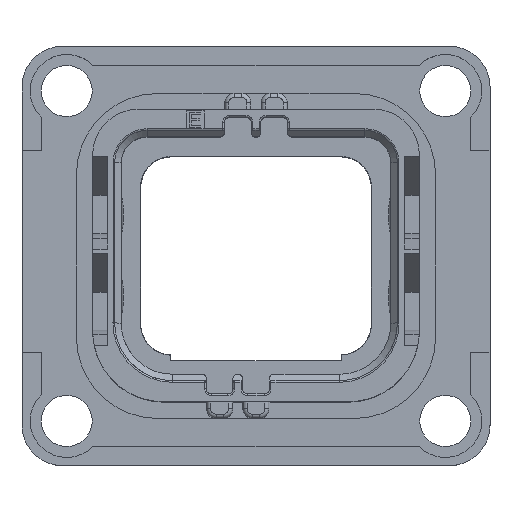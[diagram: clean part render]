
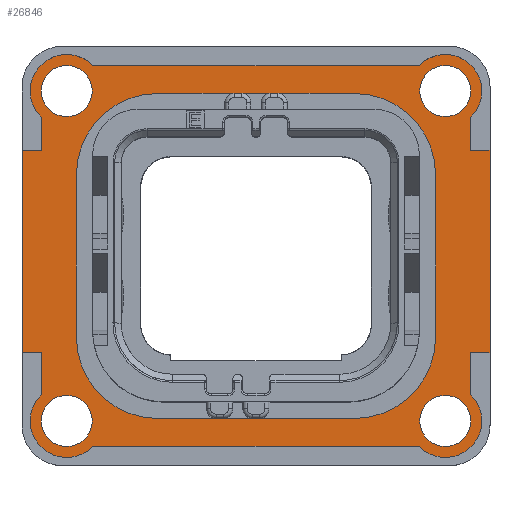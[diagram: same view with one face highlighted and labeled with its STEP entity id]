
A CAD part, top view. The second image highlights one B-rep face of the part: STEP entity #26846.
In plain terms, the highlighted planar face has unit normal (0, 0, 1).
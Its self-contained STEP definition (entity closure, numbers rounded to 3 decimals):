
#97=DIRECTION('',(0.,-1.,0.));
#98=VECTOR('',#97,12.45);
#99=CARTESIAN_POINT('',(-14.4,6.5,1.5));
#100=LINE('',#99,#98);
#160=CARTESIAN_POINT('',(-11.65,10.15,1.5));
#161=DIRECTION('',(0.,0.,1.));
#162=DIRECTION('',(0.716,0.698,0.));
#163=AXIS2_PLACEMENT_3D('',#160,#161,#162);
#173=CARTESIAN_POINT('',(11.65,10.15,1.5));
#174=DIRECTION('',(0.,0.,1.));
#175=DIRECTION('',(0.698,-0.716,0.));
#176=AXIS2_PLACEMENT_3D('',#173,#174,#175);
#183=DIRECTION('',(0.,1.,0.));
#184=VECTOR('',#183,2.588);
#185=CARTESIAN_POINT('',(13.22,-8.538,1.5));
#186=LINE('',#185,#184);
#187=DIRECTION('',(1.,0.,0.));
#188=VECTOR('',#187,20.077);
#189=CARTESIAN_POINT('',(-10.038,-11.72,1.5));
#190=LINE('',#189,#188);
#191=DIRECTION('',(0.,-1.,0.));
#192=VECTOR('',#191,2.588);
#193=CARTESIAN_POINT('',(-13.22,-5.95,1.5));
#194=LINE('',#193,#192);
#195=DIRECTION('',(1.,0.,0.));
#196=VECTOR('',#195,1.18);
#197=CARTESIAN_POINT('',(-14.4,-5.95,1.5));
#198=LINE('',#197,#196);
#199=DIRECTION('',(-1.,0.,0.));
#200=VECTOR('',#199,1.18);
#201=CARTESIAN_POINT('',(-13.22,6.5,1.5));
#202=LINE('',#201,#200);
#203=DIRECTION('',(0.,-1.,0.));
#204=VECTOR('',#203,2.038);
#205=CARTESIAN_POINT('',(-13.22,8.538,1.5));
#206=LINE('',#205,#204);
#207=DIRECTION('',(-1.,0.,0.));
#208=VECTOR('',#207,20.077);
#209=CARTESIAN_POINT('',(10.038,11.72,1.5));
#210=LINE('',#209,#208);
#211=DIRECTION('',(0.,1.,0.));
#212=VECTOR('',#211,2.038);
#213=CARTESIAN_POINT('',(13.22,6.5,1.5));
#214=LINE('',#213,#212);
#215=DIRECTION('',(-1.,0.,0.));
#216=VECTOR('',#215,1.18);
#217=CARTESIAN_POINT('',(14.4,6.5,1.5));
#218=LINE('',#217,#216);
#219=DIRECTION('',(1.,0.,0.));
#220=VECTOR('',#219,1.18);
#221=CARTESIAN_POINT('',(13.22,-5.95,1.5));
#222=LINE('',#221,#220);
#223=CARTESIAN_POINT('',(11.65,-10.15,1.5));
#224=DIRECTION('',(0.,0.,1.));
#225=DIRECTION('',(-1.,0.,0.));
#226=AXIS2_PLACEMENT_3D('',#223,#224,#225);
#228=CARTESIAN_POINT('',(-11.65,-10.15,1.5));
#229=DIRECTION('',(0.,0.,1.));
#230=DIRECTION('',(-1.,0.,0.));
#231=AXIS2_PLACEMENT_3D('',#228,#229,#230);
#233=CARTESIAN_POINT('',(-11.65,10.15,1.5));
#234=DIRECTION('',(0.,0.,1.));
#235=DIRECTION('',(1.,0.,0.));
#236=AXIS2_PLACEMENT_3D('',#233,#234,#235);
#238=CARTESIAN_POINT('',(11.65,10.15,1.5));
#239=DIRECTION('',(0.,0.,1.));
#240=DIRECTION('',(1.,0.,0.));
#241=AXIS2_PLACEMENT_3D('',#238,#239,#240);
#243=CARTESIAN_POINT('',(6.05,5.,1.5));
#244=DIRECTION('',(0.,0.,-1.));
#245=DIRECTION('',(0.,1.,0.));
#246=AXIS2_PLACEMENT_3D('',#243,#244,#245);
#248=DIRECTION('',(1.,0.,0.));
#249=VECTOR('',#248,12.1);
#250=CARTESIAN_POINT('',(-6.05,10.,1.5));
#251=LINE('',#250,#249);
#252=CARTESIAN_POINT('',(-6.05,5.,1.5));
#253=DIRECTION('',(0.,0.,-1.));
#254=DIRECTION('',(-1.,0.,0.));
#255=AXIS2_PLACEMENT_3D('',#252,#253,#254);
#257=DIRECTION('',(0.,1.,0.));
#258=VECTOR('',#257,10.);
#259=CARTESIAN_POINT('',(-11.05,-5.,1.5));
#260=LINE('',#259,#258);
#261=CARTESIAN_POINT('',(-6.05,-5.,1.5));
#262=DIRECTION('',(0.,0.,-1.));
#263=DIRECTION('',(0.,-1.,0.));
#264=AXIS2_PLACEMENT_3D('',#261,#262,#263);
#266=DIRECTION('',(-1.,0.,0.));
#267=VECTOR('',#266,12.1);
#268=CARTESIAN_POINT('',(6.05,-10.,1.5));
#269=LINE('',#268,#267);
#270=CARTESIAN_POINT('',(6.05,-5.,1.5));
#271=DIRECTION('',(0.,0.,-1.));
#272=DIRECTION('',(1.,0.,0.));
#273=AXIS2_PLACEMENT_3D('',#270,#271,#272);
#275=DIRECTION('',(0.,-1.,0.));
#276=VECTOR('',#275,10.);
#277=CARTESIAN_POINT('',(11.05,5.,1.5));
#278=LINE('',#277,#276);
#283=CARTESIAN_POINT('',(11.65,-10.15,1.5));
#284=DIRECTION('',(0.,0.,1.));
#285=DIRECTION('',(-0.716,-0.698,0.));
#286=AXIS2_PLACEMENT_3D('',#283,#284,#285);
#340=CARTESIAN_POINT('',(-11.65,-10.15,1.5));
#341=DIRECTION('',(0.,0.,1.));
#342=DIRECTION('',(-0.698,0.716,0.));
#343=AXIS2_PLACEMENT_3D('',#340,#341,#342);
#369=DIRECTION('',(0.,1.,0.));
#370=VECTOR('',#369,12.45);
#371=CARTESIAN_POINT('',(14.4,-5.95,1.5));
#372=LINE('',#371,#370);
#425=CARTESIAN_POINT('',(11.65,-10.15,1.5));
#426=DIRECTION('',(0.,0.,1.));
#427=DIRECTION('',(1.,0.,0.));
#428=AXIS2_PLACEMENT_3D('',#425,#426,#427);
#430=CARTESIAN_POINT('',(-11.65,-10.15,1.5));
#431=DIRECTION('',(0.,0.,1.));
#432=DIRECTION('',(1.,0.,0.));
#433=AXIS2_PLACEMENT_3D('',#430,#431,#432);
#451=CARTESIAN_POINT('',(-11.65,10.15,1.5));
#452=DIRECTION('',(0.,0.,1.));
#453=DIRECTION('',(-1.,0.,0.));
#454=AXIS2_PLACEMENT_3D('',#451,#452,#453);
#456=CARTESIAN_POINT('',(11.65,10.15,1.5));
#457=DIRECTION('',(0.,0.,1.));
#458=DIRECTION('',(-1.,0.,0.));
#459=AXIS2_PLACEMENT_3D('',#456,#457,#458);
#22873=CARTESIAN_POINT('',(-6.05,10.,1.5));
#22874=CARTESIAN_POINT('',(6.05,10.,1.5));
#22875=VERTEX_POINT('',#22873);
#22876=VERTEX_POINT('',#22874);
#22877=CARTESIAN_POINT('',(11.05,-5.,1.5));
#22878=CARTESIAN_POINT('',(6.05,-10.,1.5));
#22879=VERTEX_POINT('',#22877);
#22880=VERTEX_POINT('',#22878);
#22881=CARTESIAN_POINT('',(11.05,5.,1.5));
#22882=VERTEX_POINT('',#22881);
#22883=CARTESIAN_POINT('',(-11.05,5.,1.5));
#22884=VERTEX_POINT('',#22883);
#22885=CARTESIAN_POINT('',(-11.05,-5.,1.5));
#22886=VERTEX_POINT('',#22885);
#22887=CARTESIAN_POINT('',(-6.05,-10.,1.5));
#22888=VERTEX_POINT('',#22887);
#22919=CARTESIAN_POINT('',(14.4,-5.95,1.5));
#22920=CARTESIAN_POINT('',(14.4,6.5,1.5));
#22921=VERTEX_POINT('',#22919);
#22922=VERTEX_POINT('',#22920);
#22923=CARTESIAN_POINT('',(-14.4,6.5,1.5));
#22924=CARTESIAN_POINT('',(-14.4,-5.95,1.5));
#22925=VERTEX_POINT('',#22923);
#22926=VERTEX_POINT('',#22924);
#22927=CARTESIAN_POINT('',(10.08,10.15,1.5));
#22928=VERTEX_POINT('',#22927);
#22929=CARTESIAN_POINT('',(-10.08,10.15,1.5));
#22930=VERTEX_POINT('',#22929);
#22931=CARTESIAN_POINT('',(-10.08,-10.15,1.5));
#22932=VERTEX_POINT('',#22931);
#22933=CARTESIAN_POINT('',(10.08,-10.15,1.5));
#22934=VERTEX_POINT('',#22933);
#22935=CARTESIAN_POINT('',(-13.22,6.5,1.5));
#22936=VERTEX_POINT('',#22935);
#22937=CARTESIAN_POINT('',(13.22,6.5,1.5));
#22938=VERTEX_POINT('',#22937);
#22939=CARTESIAN_POINT('',(-13.22,-5.95,1.5));
#22940=VERTEX_POINT('',#22939);
#23255=CARTESIAN_POINT('',(13.22,-5.95,1.5));
#23256=VERTEX_POINT('',#23255);
#23586=CARTESIAN_POINT('',(13.22,8.538,1.5));
#23588=VERTEX_POINT('',#23586);
#23590=CARTESIAN_POINT('',(-10.038,-11.72,1.5));
#23592=VERTEX_POINT('',#23590);
#23594=CARTESIAN_POINT('',(10.038,-11.72,1.5));
#23596=VERTEX_POINT('',#23594);
#23598=CARTESIAN_POINT('',(-13.22,-8.538,1.5));
#23600=VERTEX_POINT('',#23598);
#23602=CARTESIAN_POINT('',(-10.038,11.72,1.5));
#23604=VERTEX_POINT('',#23602);
#23606=CARTESIAN_POINT('',(10.038,11.72,1.5));
#23608=VERTEX_POINT('',#23606);
#23610=CARTESIAN_POINT('',(-13.22,8.538,1.5));
#23612=VERTEX_POINT('',#23610);
#23614=CARTESIAN_POINT('',(13.22,-8.538,1.5));
#23616=VERTEX_POINT('',#23614);
#23618=CARTESIAN_POINT('',(13.22,10.15,1.5));
#23619=VERTEX_POINT('',#23618);
#23620=CARTESIAN_POINT('',(-13.22,10.15,1.5));
#23621=VERTEX_POINT('',#23620);
#23622=CARTESIAN_POINT('',(-13.22,-10.15,1.5));
#23623=VERTEX_POINT('',#23622);
#23624=CARTESIAN_POINT('',(13.22,-10.15,1.5));
#23625=VERTEX_POINT('',#23624);
#26769=CARTESIAN_POINT('',(0.,0.,1.5));
#26770=DIRECTION('',(0.,0.,1.));
#26771=DIRECTION('',(1.,0.,0.));
#26772=AXIS2_PLACEMENT_3D('',#26769,#26770,#26771);
#26773=PLANE('',#26772);
#26775=ORIENTED_EDGE('',*,*,#26774,.F.);
#26777=ORIENTED_EDGE('',*,*,#26776,.F.);
#26779=ORIENTED_EDGE('',*,*,#26778,.F.);
#26781=ORIENTED_EDGE('',*,*,#26780,.F.);
#26783=ORIENTED_EDGE('',*,*,#26782,.F.);
#26785=ORIENTED_EDGE('',*,*,#26784,.F.);
#26786=ORIENTED_EDGE('',*,*,#26682,.F.);
#26788=ORIENTED_EDGE('',*,*,#26787,.F.);
#26790=ORIENTED_EDGE('',*,*,#26789,.F.);
#26791=ORIENTED_EDGE('',*,*,#26734,.F.);
#26792=ORIENTED_EDGE('',*,*,#26750,.F.);
#26793=ORIENTED_EDGE('',*,*,#26760,.F.);
#26795=ORIENTED_EDGE('',*,*,#26794,.F.);
#26797=ORIENTED_EDGE('',*,*,#26796,.F.);
#26799=ORIENTED_EDGE('',*,*,#26798,.F.);
#26801=ORIENTED_EDGE('',*,*,#26800,.F.);
#26802=EDGE_LOOP('',(#26775,#26777,#26779,#26781,#26783,#26785,#26786,#26788,
#26790,#26791,#26792,#26793,#26795,#26797,#26799,#26801));
#26803=FACE_OUTER_BOUND('',#26802,.F.);
#26805=ORIENTED_EDGE('',*,*,#26804,.T.);
#26807=ORIENTED_EDGE('',*,*,#26806,.T.);
#26808=EDGE_LOOP('',(#26805,#26807));
#26809=FACE_BOUND('',#26808,.F.);
#26811=ORIENTED_EDGE('',*,*,#26810,.T.);
#26813=ORIENTED_EDGE('',*,*,#26812,.T.);
#26814=EDGE_LOOP('',(#26811,#26813));
#26815=FACE_BOUND('',#26814,.F.);
#26817=ORIENTED_EDGE('',*,*,#26816,.T.);
#26819=ORIENTED_EDGE('',*,*,#26818,.T.);
#26820=EDGE_LOOP('',(#26817,#26819));
#26821=FACE_BOUND('',#26820,.F.);
#26823=ORIENTED_EDGE('',*,*,#26822,.T.);
#26825=ORIENTED_EDGE('',*,*,#26824,.T.);
#26826=EDGE_LOOP('',(#26823,#26825));
#26827=FACE_BOUND('',#26826,.F.);
#26829=ORIENTED_EDGE('',*,*,#26828,.F.);
#26831=ORIENTED_EDGE('',*,*,#26830,.F.);
#26833=ORIENTED_EDGE('',*,*,#26832,.F.);
#26835=ORIENTED_EDGE('',*,*,#26834,.F.);
#26837=ORIENTED_EDGE('',*,*,#26836,.F.);
#26839=ORIENTED_EDGE('',*,*,#26838,.F.);
#26841=ORIENTED_EDGE('',*,*,#26840,.F.);
#26843=ORIENTED_EDGE('',*,*,#26842,.F.);
#26844=EDGE_LOOP('',(#26829,#26831,#26833,#26835,#26837,#26839,#26841,#26843));
#26845=FACE_BOUND('',#26844,.F.);
#26846=ADVANCED_FACE('',(#26803,#26809,#26815,#26821,#26827,#26845),#26773,.T.);
#164=CIRCLE('',#163,2.25);
#177=CIRCLE('',#176,2.25);
#227=CIRCLE('',#226,1.57);
#232=CIRCLE('',#231,1.57);
#237=CIRCLE('',#236,1.57);
#242=CIRCLE('',#241,1.57);
#247=CIRCLE('',#246,5.);
#256=CIRCLE('',#255,5.);
#265=CIRCLE('',#264,5.);
#274=CIRCLE('',#273,5.);
#287=CIRCLE('',#286,2.25);
#344=CIRCLE('',#343,2.25);
#429=CIRCLE('',#428,1.57);
#434=CIRCLE('',#433,1.57);
#455=CIRCLE('',#454,1.57);
#460=CIRCLE('',#459,1.57);
#26682=EDGE_CURVE('',#22925,#22926,#100,.T.);
#26734=EDGE_CURVE('',#23604,#23612,#164,.T.);
#26750=EDGE_CURVE('',#23608,#23604,#210,.T.);
#26760=EDGE_CURVE('',#23588,#23608,#177,.T.);
#26774=EDGE_CURVE('',#23616,#23256,#186,.T.);
#26776=EDGE_CURVE('',#23596,#23616,#287,.T.);
#26778=EDGE_CURVE('',#23592,#23596,#190,.T.);
#26780=EDGE_CURVE('',#23600,#23592,#344,.T.);
#26782=EDGE_CURVE('',#22940,#23600,#194,.T.);
#26784=EDGE_CURVE('',#22926,#22940,#198,.T.);
#26787=EDGE_CURVE('',#22936,#22925,#202,.T.);
#26789=EDGE_CURVE('',#23612,#22936,#206,.T.);
#26794=EDGE_CURVE('',#22938,#23588,#214,.T.);
#26796=EDGE_CURVE('',#22922,#22938,#218,.T.);
#26798=EDGE_CURVE('',#22921,#22922,#372,.T.);
#26800=EDGE_CURVE('',#23256,#22921,#222,.T.);
#26804=EDGE_CURVE('',#22934,#23625,#227,.T.);
#26806=EDGE_CURVE('',#23625,#22934,#429,.T.);
#26810=EDGE_CURVE('',#22932,#23623,#434,.T.);
#26812=EDGE_CURVE('',#23623,#22932,#232,.T.);
#26816=EDGE_CURVE('',#22930,#23621,#237,.T.);
#26818=EDGE_CURVE('',#23621,#22930,#455,.T.);
#26822=EDGE_CURVE('',#22928,#23619,#460,.T.);
#26824=EDGE_CURVE('',#23619,#22928,#242,.T.);
#26828=EDGE_CURVE('',#22876,#22882,#247,.T.);
#26830=EDGE_CURVE('',#22875,#22876,#251,.T.);
#26832=EDGE_CURVE('',#22884,#22875,#256,.T.);
#26834=EDGE_CURVE('',#22886,#22884,#260,.T.);
#26836=EDGE_CURVE('',#22888,#22886,#265,.T.);
#26838=EDGE_CURVE('',#22880,#22888,#269,.T.);
#26840=EDGE_CURVE('',#22879,#22880,#274,.T.);
#26842=EDGE_CURVE('',#22882,#22879,#278,.T.);
